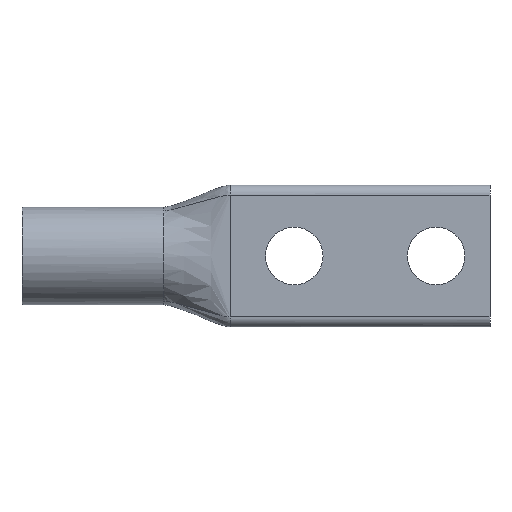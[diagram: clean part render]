
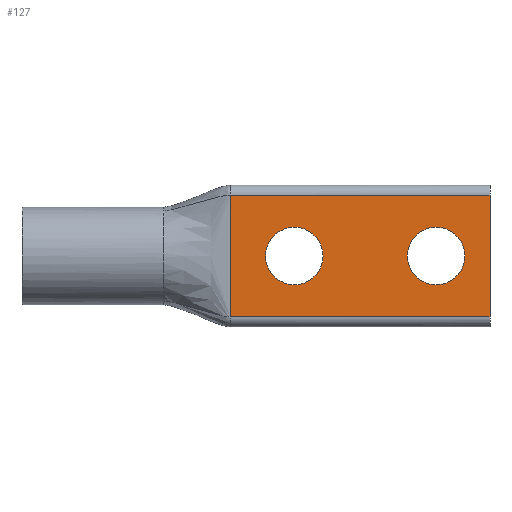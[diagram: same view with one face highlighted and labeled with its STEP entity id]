
A CAD part, front view. The second image highlights one B-rep face of the part: STEP entity #127.
In plain terms, the highlighted planar face has unit normal (0, -1, 0).
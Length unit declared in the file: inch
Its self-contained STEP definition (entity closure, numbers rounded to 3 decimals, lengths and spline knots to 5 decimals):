
#53 = CARTESIAN_POINT ( 'NONE',  ( 2.92, 0., 0.203 ) ) ;
#55 = LINE ( 'NONE', #1842, #330 ) ;
#69 = EDGE_CURVE ( 'NONE', #723, #1256, #1246, .T. ) ;
#74 = CARTESIAN_POINT ( 'NONE',  ( 1.92, 0., 0. ) ) ;
#83 = PLANE ( 'NONE',  #1713 ) ;
#96 = ORIENTED_EDGE ( 'NONE', *, *, #638, .T. ) ;
#126 = AXIS2_PLACEMENT_3D ( 'NONE', #874, #1334, #564 ) ;
#127 = ADVANCED_FACE ( 'NONE', ( #721, #242, #1503 ), #83, .T. ) ;
#146 = DIRECTION ( 'NONE',  ( -1., 0., 0. ) ) ;
#154 = LINE ( 'NONE', #1107, #1811 ) ;
#174 = CARTESIAN_POINT ( 'NONE',  ( 1.47, 0., 0.43 ) ) ;
#195 = VECTOR ( 'NONE', #1870, 39.37008 ) ;
#198 = EDGE_CURVE ( 'NONE', #1384, #1637, #1950, .T. ) ;
#242 = FACE_BOUND ( 'NONE', #1468, .T. ) ;
#246 = EDGE_CURVE ( 'NONE', #1373, #1757, #55, .T. ) ;
#322 = EDGE_LOOP ( 'NONE', ( #1139, #96 ) ) ;
#330 = VECTOR ( 'NONE', #146, 39.37008 ) ;
#370 = DIRECTION ( 'NONE',  ( 0., 0., 1. ) ) ;
#388 = CARTESIAN_POINT ( 'NONE',  ( 2.92, 0., 0. ) ) ;
#564 = DIRECTION ( 'NONE',  ( 0., 0., 1. ) ) ;
#599 = CARTESIAN_POINT ( 'NONE',  ( 2.92, 0., 0. ) ) ;
#601 = EDGE_CURVE ( 'NONE', #1256, #723, #1844, .T. ) ;
#626 = ORIENTED_EDGE ( 'NONE', *, *, #601, .T. ) ;
#638 = EDGE_CURVE ( 'NONE', #1637, #1384, #2047, .T. ) ;
#698 = EDGE_CURVE ( 'NONE', #1373, #1582, #154, .T. ) ;
#711 = CARTESIAN_POINT ( 'NONE',  ( 4.30975, 0., 0. ) ) ;
#718 = VECTOR ( 'NONE', #1738, 39.37008 ) ;
#721 = FACE_OUTER_BOUND ( 'NONE', #1543, .T. ) ;
#723 = VERTEX_POINT ( 'NONE', #1119 ) ;
#754 = LINE ( 'NONE', #1573, #195 ) ;
#874 = CARTESIAN_POINT ( 'NONE',  ( 1.92, 0., 0. ) ) ;
#903 = CARTESIAN_POINT ( 'NONE',  ( 1.92, 0., 0.203 ) ) ;
#1107 = CARTESIAN_POINT ( 'NONE',  ( 3.3, 0., 0. ) ) ;
#1119 = CARTESIAN_POINT ( 'NONE',  ( 1.92, 0., -0.203 ) ) ;
#1126 = LINE ( 'NONE', #1894, #718 ) ;
#1139 = ORIENTED_EDGE ( 'NONE', *, *, #198, .T. ) ;
#1144 = DIRECTION ( 'NONE',  ( 0., 0., -1. ) ) ;
#1170 = DIRECTION ( 'NONE',  ( 0., 0., 1. ) ) ;
#1190 = DIRECTION ( 'NONE',  ( 0., 0., 1. ) ) ;
#1223 = ORIENTED_EDGE ( 'NONE', *, *, #698, .F. ) ;
#1231 = ORIENTED_EDGE ( 'NONE', *, *, #246, .T. ) ;
#1246 = CIRCLE ( 'NONE', #126, 0.203 ) ;
#1256 = VERTEX_POINT ( 'NONE', #903 ) ;
#1267 = ORIENTED_EDGE ( 'NONE', *, *, #69, .T. ) ;
#1280 = AXIS2_PLACEMENT_3D ( 'NONE', #599, #1668, #1190 ) ;
#1290 = DIRECTION ( 'NONE',  ( 0., 0., -1. ) ) ;
#1300 = DIRECTION ( 'NONE',  ( 0., 1., 0. ) ) ;
#1334 = DIRECTION ( 'NONE',  ( 0., 1., 0. ) ) ;
#1342 = CARTESIAN_POINT ( 'NONE',  ( 3.3, 0., 0.43 ) ) ;
#1373 = VERTEX_POINT ( 'NONE', #1342 ) ;
#1384 = VERTEX_POINT ( 'NONE', #53 ) ;
#1415 = AXIS2_PLACEMENT_3D ( 'NONE', #74, #1300, #1170 ) ;
#1454 = ORIENTED_EDGE ( 'NONE', *, *, #1743, .F. ) ;
#1468 = EDGE_LOOP ( 'NONE', ( #626, #1267 ) ) ;
#1503 = FACE_BOUND ( 'NONE', #322, .T. ) ;
#1543 = EDGE_LOOP ( 'NONE', ( #1231, #1933, #1454, #1223 ) ) ;
#1552 = CARTESIAN_POINT ( 'NONE',  ( 2.92, 0., -0.203 ) ) ;
#1573 = CARTESIAN_POINT ( 'NONE',  ( 1.47, 0., 0. ) ) ;
#1582 = VERTEX_POINT ( 'NONE', #1909 ) ;
#1618 = EDGE_CURVE ( 'NONE', #1757, #1849, #754, .T. ) ;
#1637 = VERTEX_POINT ( 'NONE', #1552 ) ;
#1668 = DIRECTION ( 'NONE',  ( 0., 1., 0. ) ) ;
#1713 = AXIS2_PLACEMENT_3D ( 'NONE', #711, #1783, #1144 ) ;
#1738 = DIRECTION ( 'NONE',  ( -1., 0., 0. ) ) ;
#1743 = EDGE_CURVE ( 'NONE', #1582, #1849, #1126, .T. ) ;
#1757 = VERTEX_POINT ( 'NONE', #174 ) ;
#1783 = DIRECTION ( 'NONE',  ( 0., -1., 0. ) ) ;
#1802 = DIRECTION ( 'NONE',  ( 0., 1., 0. ) ) ;
#1811 = VECTOR ( 'NONE', #1290, 39.37008 ) ;
#1842 = CARTESIAN_POINT ( 'NONE',  ( 4.30975, 0., 0.43 ) ) ;
#1844 = CIRCLE ( 'NONE', #1415, 0.203 ) ;
#1849 = VERTEX_POINT ( 'NONE', #1966 ) ;
#1870 = DIRECTION ( 'NONE',  ( 0., 0., -1. ) ) ;
#1894 = CARTESIAN_POINT ( 'NONE',  ( 4.30975, 0., -0.43 ) ) ;
#1909 = CARTESIAN_POINT ( 'NONE',  ( 3.3, 0., -0.43 ) ) ;
#1916 = AXIS2_PLACEMENT_3D ( 'NONE', #388, #1802, #370 ) ;
#1933 = ORIENTED_EDGE ( 'NONE', *, *, #1618, .T. ) ;
#1950 = CIRCLE ( 'NONE', #1916, 0.203 ) ;
#1966 = CARTESIAN_POINT ( 'NONE',  ( 1.47, 0., -0.43 ) ) ;
#2047 = CIRCLE ( 'NONE', #1280, 0.203 ) ;
